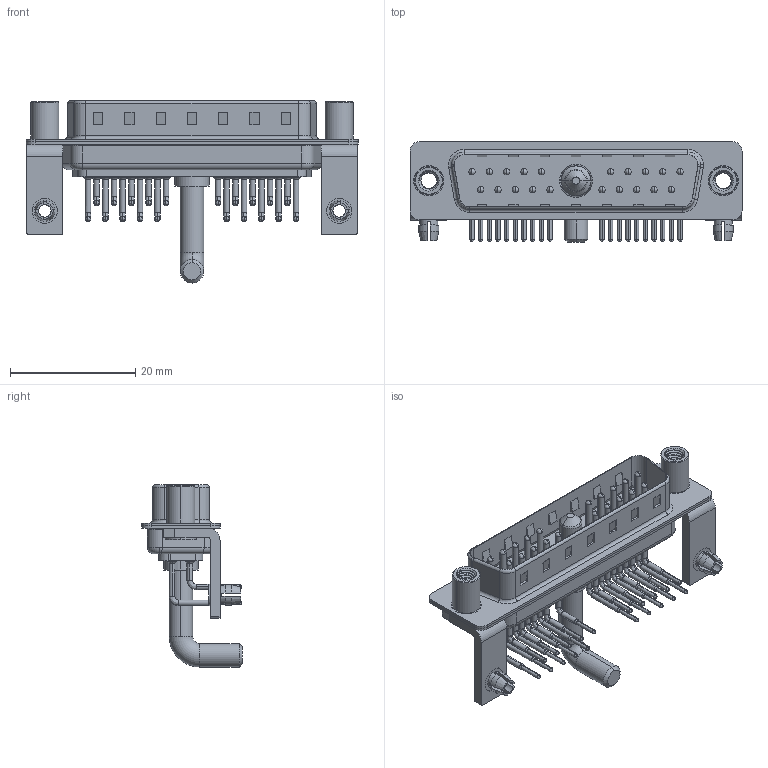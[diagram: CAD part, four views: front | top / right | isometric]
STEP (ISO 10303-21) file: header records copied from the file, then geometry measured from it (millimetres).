
FILE_DESCRIPTION (( 'STEP AP203' ), '1' );
FILE_NAME ('629-21W1250-4ND.STEP', '2022-05-13T23:33:52', ( '' ), ( '' ), 'SwSTEP 2.0', 'SolidWorks 2020', '' );
FILE_SCHEMA (( 'CONFIG_CONTROL_DESIGN' ));
Length unit declared in the file: millimetre
Products named in the file (10): 629-21W1250-4ND; 629Combo Housing_21W1; 629Combo Shell Front_25 Contacts; Power Pin_Ext 40A RA; 629Combo Board Lock; 629Combo Contact Row 2; 629Combo Contact Row 1; 629Combo Stabilizer Bracket; 629Combo Threaded Standoff_D; 629Combo Shell Rear_25 Contacts
Assembly tree (30 placements, depth 2):
  629-21W1250-4ND
    629Combo Housing_21W1
    629Combo Shell Rear_25 Contacts
    629Combo Shell Front_25 Contacts
    629Combo Stabilizer Bracket  x2
    629Combo Board Lock  x2
    629Combo Threaded Standoff_D  x2
    Power Pin_Ext 40A RA
    629Combo Contact Row 1  x10
    629Combo Contact Row 2  x10
Bounding box: 53.05 x 16.05 x 29.11 mm (x, y, z)
Volume: 3589.4 mm3; surface area: 8858.2 mm2
Topology: 31 solids, 31 shells, 2809 faces, 7783 edges, 5056 vertices
Faces by surface type: plane 1531, cylinder 982, bspline 127, cone 115, torus 54
Entity records: 29910 total; most frequent: CARTESIAN_POINT 7099, DIRECTION 4599, ORIENTED_EDGE 4322, EDGE_CURVE 2161, AXIS2_PLACEMENT_3D 1678, VERTEX_POINT 1397, LINE 1243, VECTOR 1243
